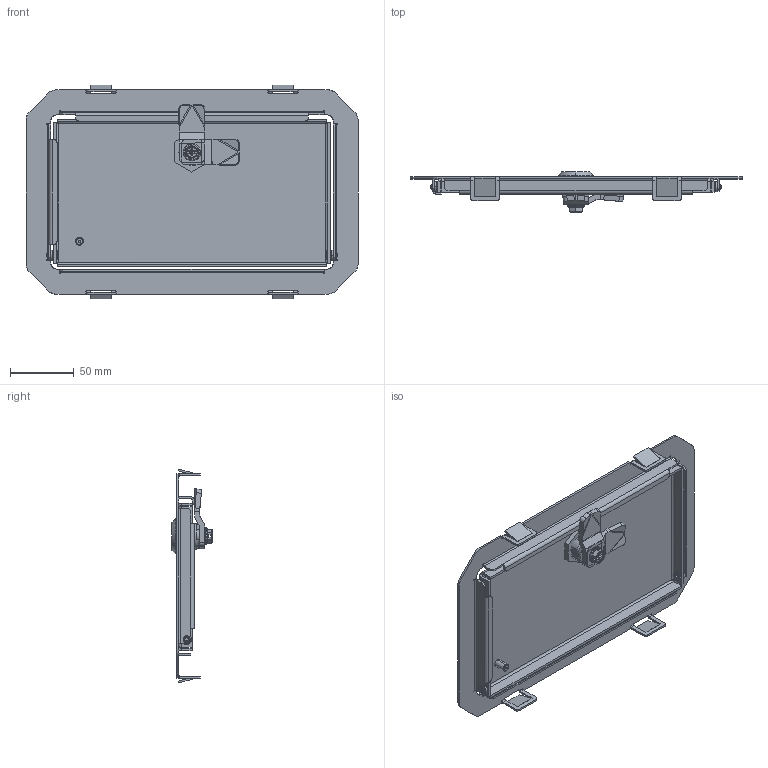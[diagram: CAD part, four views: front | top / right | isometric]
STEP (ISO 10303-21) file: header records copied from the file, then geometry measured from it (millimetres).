
FILE_DESCRIPTION (( 'STEP AP203' ), '1' );
FILE_NAME ('IDS ARCA 3020.STEP', '2022-05-31T12:06:24', ( '' ), ( '' ), 'SwSTEP 2.0', 'SolidWorks 2021', '' );
FILE_SCHEMA (( 'CONFIG_CONTROL_DESIGN' ));
Length unit declared in the file: millimetre
Products named in the file (12): 91290A138_91290A138; 1000-102A-2X; 1000-02; ARCA IDS 3020 Cover; 12750_A1; IDS cam_1; IDS ARCA 3020; 1000-u187-n2_asm; IDS ARCA 3020 FRAME; IDS lock cam as open; 1000-102A-D_ASM; 1000-102A-1X_AF0
Assembly tree (12 placements, depth 4):
  IDS ARCA 3020
    IDS ARCA 3020 FRAME
    ARCA IDS 3020 Cover
    91290A138_91290A138  x2
    12750_A1
      1000-102A-D_ASM
        1000-102A-1X_AF0
        1000-102A-2X
      1000-02
      1000-u187-n2_asm
      IDS cam_1
    IDS lock cam as open
Bounding box: 261 x 31.65 x 168.01 mm (x, y, z)
Volume: 15769.9 mm3; surface area: 124939.5 mm2
Topology: 14 solids, 20 shells, 891 faces, 2278 edges, 1414 vertices
Faces by surface type: plane 414, cylinder 327, bspline 72, cone 68, torus 10
Entity records: 31490 total; most frequent: CARTESIAN_POINT 10672, ORIENTED_EDGE 4234, DIRECTION 3833, EDGE_CURVE 2137, VERTEX_POINT 1327, AXIS2_PLACEMENT_3D 1281, LINE 1271, VECTOR 1271
